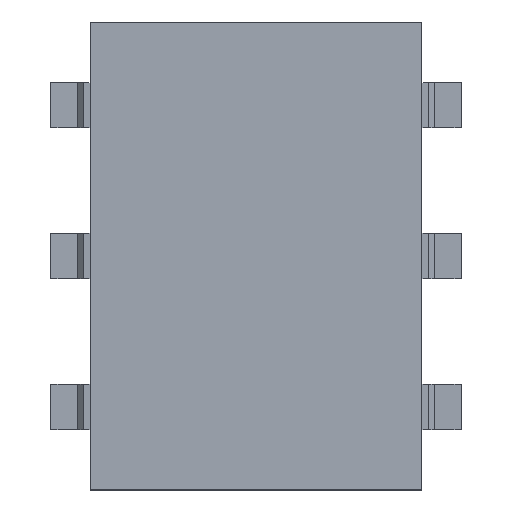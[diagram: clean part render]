
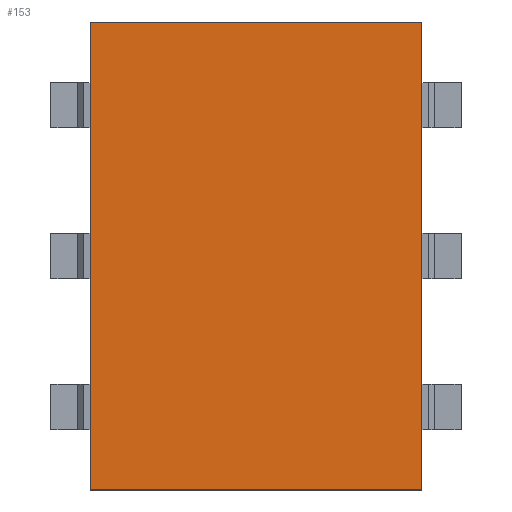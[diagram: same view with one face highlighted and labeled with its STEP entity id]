
A CAD part, top view. The second image highlights one B-rep face of the part: STEP entity #153.
In plain terms, the highlighted planar face has unit normal (0, 0, 1).
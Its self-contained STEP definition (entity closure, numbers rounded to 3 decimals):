
#63 = VERTEX_POINT('',#64);
#64 = CARTESIAN_POINT('',(-2.794,3.937,2.845));
#70 = EDGE_CURVE('',#63,#71,#73,.T.);
#71 = VERTEX_POINT('',#72);
#72 = CARTESIAN_POINT('',(2.794,3.937,2.845));
#73 = LINE('',#74,#75);
#74 = CARTESIAN_POINT('',(-2.794,3.937,2.845));
#75 = VECTOR('',#76,1.);
#76 = DIRECTION('',(1.,0.,0.));
#92 = EDGE_CURVE('',#93,#63,#95,.T.);
#93 = VERTEX_POINT('',#94);
#94 = CARTESIAN_POINT('',(-2.794,-3.937,2.845));
#95 = LINE('',#96,#97);
#96 = CARTESIAN_POINT('',(-2.794,-3.937,2.845));
#97 = VECTOR('',#98,1.);
#98 = DIRECTION('',(0.,1.,0.));
#118 = VERTEX_POINT('',#119);
#119 = CARTESIAN_POINT('',(2.794,-3.937,2.845));
#125 = EDGE_CURVE('',#118,#93,#126,.T.);
#126 = LINE('',#127,#128);
#127 = CARTESIAN_POINT('',(2.794,-3.937,2.845));
#128 = VECTOR('',#129,1.);
#129 = DIRECTION('',(-1.,0.,0.));
#140 = EDGE_CURVE('',#71,#118,#141,.T.);
#141 = LINE('',#142,#143);
#142 = CARTESIAN_POINT('',(2.794,3.937,2.845));
#143 = VECTOR('',#144,1.);
#144 = DIRECTION('',(0.,-1.,-0.));
#153 = ADVANCED_FACE('',(#154),#160,.F.);
#154 = FACE_BOUND('',#155,.T.);
#155 = EDGE_LOOP('',(#156,#157,#158,#159));
#156 = ORIENTED_EDGE('',*,*,#140,.F.);
#157 = ORIENTED_EDGE('',*,*,#70,.F.);
#158 = ORIENTED_EDGE('',*,*,#92,.F.);
#159 = ORIENTED_EDGE('',*,*,#125,.F.);
#160 = PLANE('',#161);
#161 = AXIS2_PLACEMENT_3D('',#162,#163,#164);
#162 = CARTESIAN_POINT('',(2.794,-3.937,2.845));
#163 = DIRECTION('',(0.,0.,-1.));
#164 = DIRECTION('',(0.,-1.,0.));
